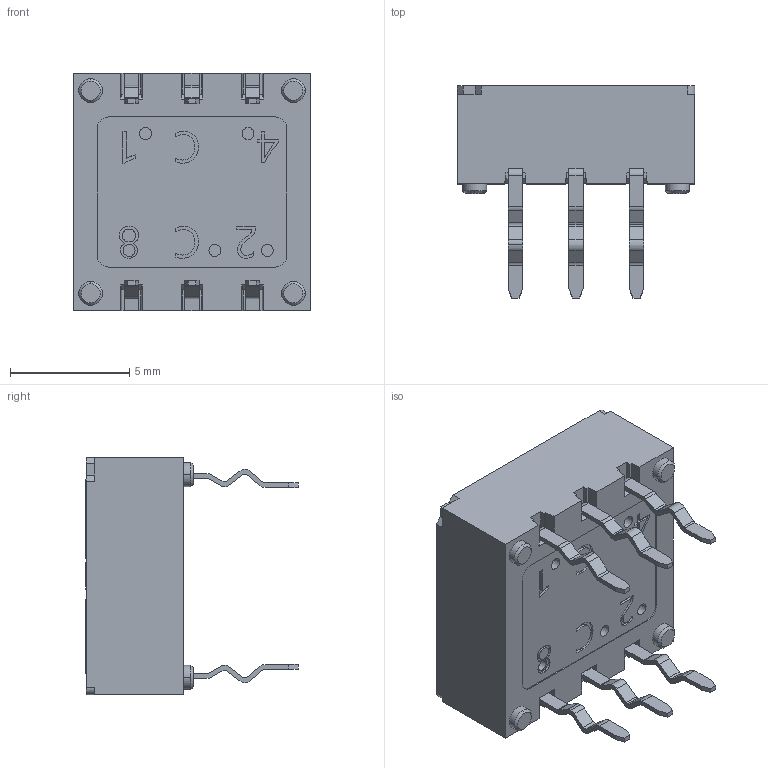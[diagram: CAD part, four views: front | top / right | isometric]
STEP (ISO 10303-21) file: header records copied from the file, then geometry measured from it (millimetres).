
FILE_DESCRIPTION (( 'STEP AP214' ), '1' );
FILE_NAME ('CUI_DEVICES_RDS-16S-1045-D.step', '2020-06-19T15:45:51', ( '' ), ( '' ), 'SwSTEP 2.0', 'SolidWorks 2020', '' );
FILE_SCHEMA (( 'AUTOMOTIVE_DESIGN' ));
Length unit declared in the file: inch
Products named in the file (1): CUI_DEVICES_RDS-16S-1045-D
Bounding box: 9.95 x 8.91 x 9.95 mm (x, y, z)
Volume: 399.5 mm3; surface area: 462.5 mm2
Topology: 1 solids, 5 shells, 949 faces, 2649 edges, 1757 vertices
Faces by surface type: plane 787, cylinder 108, bspline 46, cone 8
Entity records: 38300 total; most frequent: CARTESIAN_POINT 8597, ORIENTED_EDGE 5298, DIRECTION 4599, EDGE_CURVE 2649, VECTOR 2307, LINE 2307, VERTEX_POINT 1757, AXIS2_PLACEMENT_3D 1146
